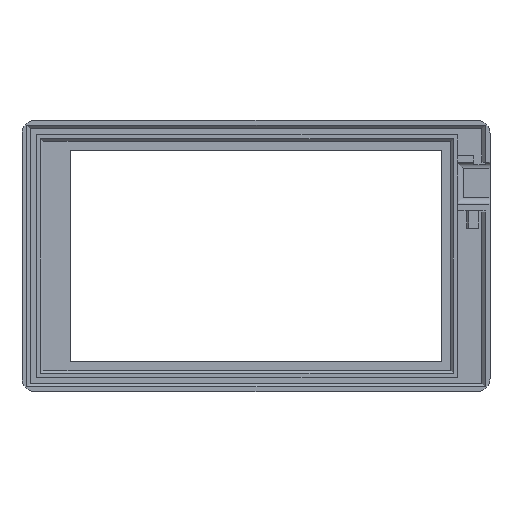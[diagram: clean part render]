
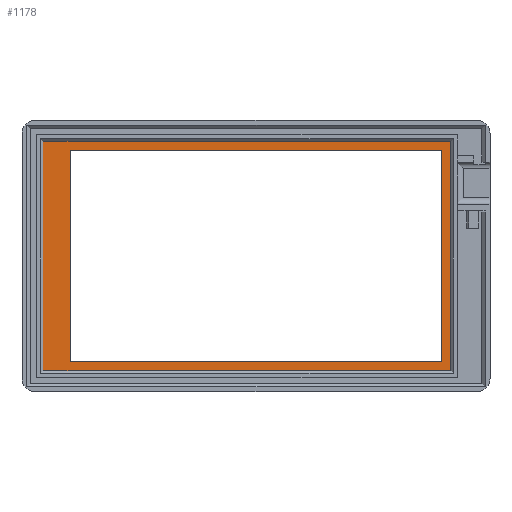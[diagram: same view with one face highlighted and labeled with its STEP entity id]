
A CAD part, top view. The second image highlights one B-rep face of the part: STEP entity #1178.
In plain terms, the highlighted planar face has unit normal (0, 0, 1).
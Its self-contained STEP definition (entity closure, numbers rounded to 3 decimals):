
#17=FACE_BOUND('',#161,.T.);
#95=FACE_OUTER_BOUND('',#160,.T.);
#160=EDGE_LOOP('',(#1011,#1012,#1013,#1014));
#161=EDGE_LOOP('',(#1015,#1016,#1017,#1018));
#276=LINE('',#1820,#425);
#280=LINE('',#1827,#429);
#283=LINE('',#1833,#432);
#284=LINE('',#1835,#433);
#293=LINE('',#1855,#442);
#299=LINE('',#1866,#448);
#300=LINE('',#1869,#449);
#303=LINE('',#1874,#452);
#425=VECTOR('',#1480,10.);
#429=VECTOR('',#1486,10.);
#432=VECTOR('',#1491,10.);
#433=VECTOR('',#1494,10.);
#442=VECTOR('',#1515,10.);
#448=VECTOR('',#1523,10.);
#449=VECTOR('',#1526,10.);
#452=VECTOR('',#1531,10.);
#544=VERTEX_POINT('',#1817);
#545=VERTEX_POINT('',#1819);
#547=VERTEX_POINT('',#1825);
#549=VERTEX_POINT('',#1831);
#553=VERTEX_POINT('',#1853);
#554=VERTEX_POINT('',#1854);
#558=VERTEX_POINT('',#1864);
#559=VERTEX_POINT('',#1868);
#687=EDGE_CURVE('',#545,#544,#276,.T.);
#691=EDGE_CURVE('',#544,#547,#280,.T.);
#694=EDGE_CURVE('',#547,#549,#283,.T.);
#695=EDGE_CURVE('',#549,#545,#284,.T.);
#704=EDGE_CURVE('',#553,#554,#293,.T.);
#710=EDGE_CURVE('',#558,#553,#299,.T.);
#711=EDGE_CURVE('',#559,#558,#300,.T.);
#714=EDGE_CURVE('',#554,#559,#303,.T.);
#1011=ORIENTED_EDGE('',*,*,#694,.T.);
#1012=ORIENTED_EDGE('',*,*,#695,.T.);
#1013=ORIENTED_EDGE('',*,*,#687,.T.);
#1014=ORIENTED_EDGE('',*,*,#691,.T.);
#1015=ORIENTED_EDGE('',*,*,#711,.F.);
#1016=ORIENTED_EDGE('',*,*,#714,.F.);
#1017=ORIENTED_EDGE('',*,*,#704,.F.);
#1018=ORIENTED_EDGE('',*,*,#710,.F.);
#1119=PLANE('',#1267);
#1178=ADVANCED_FACE('',(#95,#17),#1119,.F.);
#1267=AXIS2_PLACEMENT_3D('',#1895,#1554,#1555);
#1480=DIRECTION('',(-1.,0.,0.));
#1486=DIRECTION('',(0.,-1.,0.));
#1491=DIRECTION('',(1.,0.,0.));
#1494=DIRECTION('',(0.,1.,0.));
#1515=DIRECTION('',(0.,1.,0.));
#1523=DIRECTION('',(1.,0.,0.));
#1526=DIRECTION('',(0.,-1.,0.));
#1531=DIRECTION('',(-1.,0.,0.));
#1554=DIRECTION('center_axis',(0.,0.,-1.));
#1555=DIRECTION('ref_axis',(-1.,0.,0.));
#1817=CARTESIAN_POINT('',(-66.12,35.615,2.4));
#1819=CARTESIAN_POINT('',(60.47,35.615,2.4));
#1820=CARTESIAN_POINT('',(-33.06,35.615,2.4));
#1825=CARTESIAN_POINT('',(-66.12,-35.615,2.4));
#1827=CARTESIAN_POINT('',(-66.12,-17.808,2.4));
#1831=CARTESIAN_POINT('',(60.47,-35.615,2.4));
#1833=CARTESIAN_POINT('',(30.235,-35.615,2.4));
#1835=CARTESIAN_POINT('',(60.47,17.808,2.4));
#1853=CARTESIAN_POINT('',(57.62,-32.765,2.4));
#1854=CARTESIAN_POINT('',(57.62,32.765,2.4));
#1855=CARTESIAN_POINT('',(57.62,16.382,2.4));
#1864=CARTESIAN_POINT('',(-57.62,-32.765,2.4));
#1866=CARTESIAN_POINT('',(28.81,-32.765,2.4));
#1868=CARTESIAN_POINT('',(-57.62,32.765,2.4));
#1869=CARTESIAN_POINT('',(-57.62,-16.383,2.4));
#1874=CARTESIAN_POINT('',(-28.81,32.765,2.4));
#1895=CARTESIAN_POINT('Origin',(0.,0.,
2.4));
